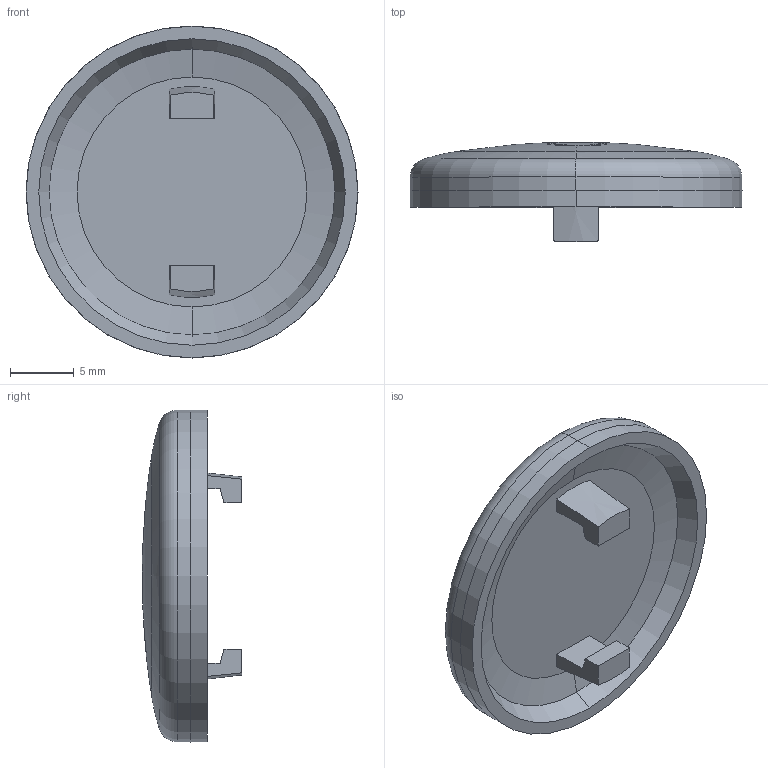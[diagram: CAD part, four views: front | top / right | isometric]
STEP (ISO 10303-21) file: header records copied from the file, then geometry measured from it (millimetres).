
FILE_DESCRIPTION((''),'2;1');
FILE_NAME('05-1103-0151_TASTE_RT-OFF','2023-10-12T13:25:16',('Beil'),(''),'CREO PARAMETRIC BY PTC INC, 2019030','CREO PARAMETRIC BY PTC INC, 2019030','');
FILE_SCHEMA(('CONFIG_CONTROL_DESIGN','SHAPE_APPEARANCE_LAYERS_GROUPS'));
Length unit declared in the file: millimetre
Products named in the file (1): 05-1103-0151_TASTE_RT-OFF
Bounding box: 26 x 7.8 x 26 mm (x, y, z)
Volume: 1614 mm3; surface area: 1486.3 mm2
Topology: 1 solids, 1 shells, 75 faces, 200 edges, 129 vertices
Faces by surface type: plane 34, extrusion 20, cone 10, sphere 7, bspline 2, torus 2
Entity records: 3310 total; most frequent: CARTESIAN_POINT 741, ORIENTED_EDGE 396, DIRECTION 354, PRESENTATION_STYLE_ASSIGNMENT 203, STYLED_ITEM 199, CURVE_STYLE 198, EDGE_CURVE 198, AXIS2_PLACEMENT_3D 129
